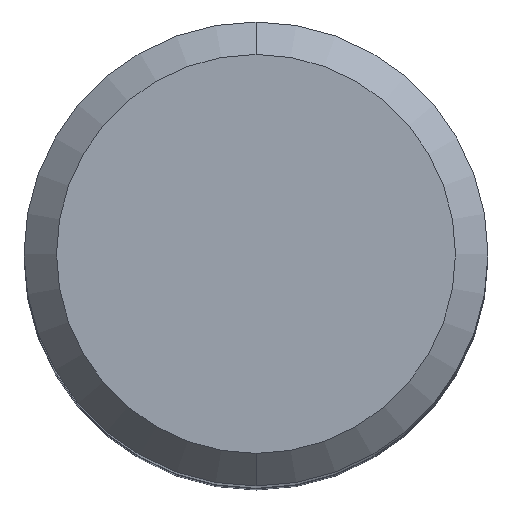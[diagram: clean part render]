
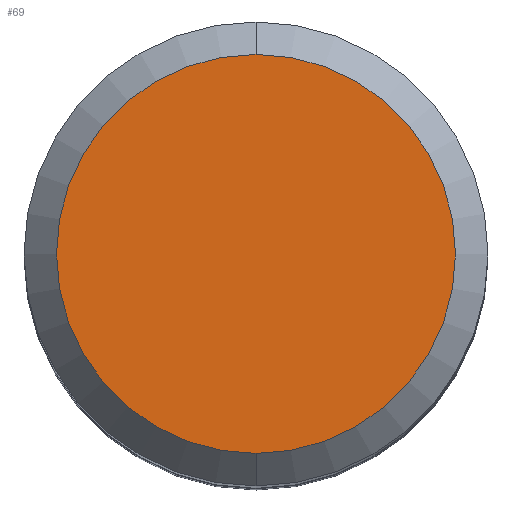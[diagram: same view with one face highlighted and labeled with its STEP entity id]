
A CAD part, top view. The second image highlights one B-rep face of the part: STEP entity #69.
In plain terms, the highlighted planar face has unit normal (0, 0, 1).
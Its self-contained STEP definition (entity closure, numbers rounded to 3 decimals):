
#69=ADVANCED_FACE('',(#147),#148,.T.);
#147=FACE_OUTER_BOUND('',#234,.T.);
#148=PLANE('',#235);
#234=EDGE_LOOP('',(#343,#344));
#235=AXIS2_PLACEMENT_3D('',#345,#346,#347);
#343=ORIENTED_EDGE('',*,*,#456,.F.);
#344=ORIENTED_EDGE('',*,*,#473,.F.);
#345=CARTESIAN_POINT('',(0.,4.3,50.));
#346=DIRECTION('',(0.,0.,1.0));
#347=DIRECTION('',(0.,-1.0,0.));
#456=EDGE_CURVE('',#532,#534,#535,.T.);
#473=EDGE_CURVE('',#534,#532,#556,.T.);
#532=VERTEX_POINT('',#617);
#534=VERTEX_POINT('',#620);
#535=CIRCLE('',#621,8.6);
#556=CIRCLE('',#647,8.6);
#617=CARTESIAN_POINT('',(0.,8.6,50.));
#620=CARTESIAN_POINT('',(0.,-8.6,50.));
#621=AXIS2_PLACEMENT_3D('',#697,#698,#699);
#647=AXIS2_PLACEMENT_3D('',#720,#721,#722);
#697=CARTESIAN_POINT('',(0.,0.0,50.));
#698=DIRECTION('',(0.,0.0,-1.0));
#699=DIRECTION('',(0.0,1.0,0.0));
#720=CARTESIAN_POINT('',(0.,0.0,50.));
#721=DIRECTION('',(0.,0.0,-1.0));
#722=DIRECTION('',(0.0,1.0,0.0));
